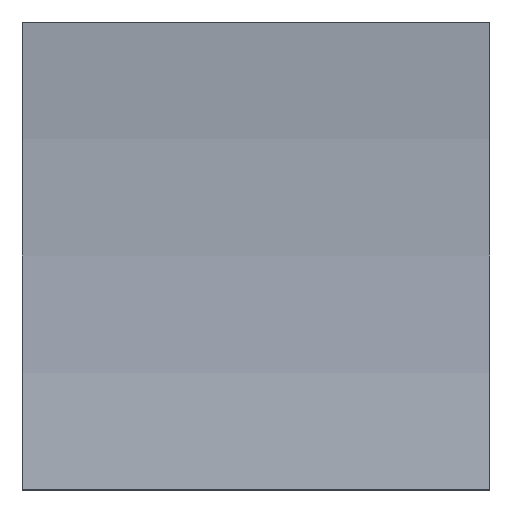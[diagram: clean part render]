
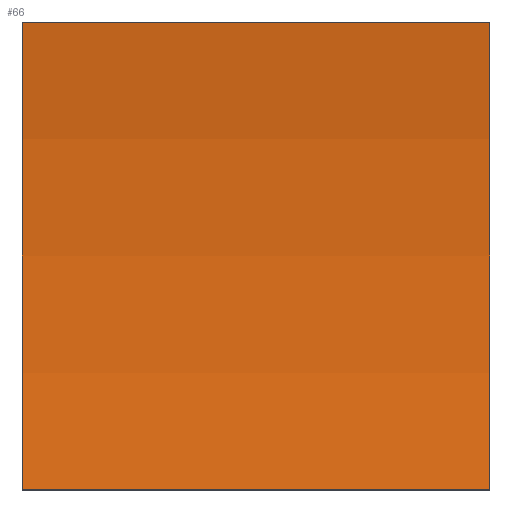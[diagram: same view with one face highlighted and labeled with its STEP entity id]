
A CAD part, left-side view. The second image highlights one B-rep face of the part: STEP entity #66.
In plain terms, the highlighted cylindrical face has radius 34.35 mm (diameter 68.7 mm), a partial arc.
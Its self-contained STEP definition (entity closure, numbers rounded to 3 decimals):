
#1 = ORIENTED_EDGE ( 'NONE', *, *, #154, .F. ) ;
#16 = CARTESIAN_POINT ( 'NONE',  ( -36.35, 0., 5. ) ) ;
#17 = CARTESIAN_POINT ( 'NONE',  ( -2.366, 10., 10. ) ) ;
#35 = DIRECTION ( 'NONE',  ( 0., -1., 0. ) ) ;
#36 = CIRCLE ( 'NONE', #195, 34.35 ) ;
#39 = VERTEX_POINT ( 'NONE', #181 ) ;
#41 = EDGE_CURVE ( 'NONE', #45, #196, #159, .T. ) ;
#45 = VERTEX_POINT ( 'NONE', #79 ) ;
#51 = CARTESIAN_POINT ( 'NONE',  ( -2.366, 10., 10. ) ) ;
#66 = ADVANCED_FACE ( 'NONE', ( #177 ), #201, .F. ) ;
#67 = EDGE_LOOP ( 'NONE', ( #72, #1, #175, #82 ) ) ;
#72 = ORIENTED_EDGE ( 'NONE', *, *, #114, .T. ) ;
#73 = CARTESIAN_POINT ( 'NONE',  ( -2.366, 0., 10. ) ) ;
#74 = LINE ( 'NONE', #157, #86 ) ;
#79 = CARTESIAN_POINT ( 'NONE',  ( -2.366, 10., 0. ) ) ;
#82 = ORIENTED_EDGE ( 'NONE', *, *, #190, .T. ) ;
#86 = VECTOR ( 'NONE', #178, 1000. ) ;
#91 = CARTESIAN_POINT ( 'NONE',  ( -36.35, 10., 5. ) ) ;
#95 = LINE ( 'NONE', #51, #106 ) ;
#98 = DIRECTION ( 'NONE',  ( 0., -1., 0. ) ) ;
#103 = DIRECTION ( 'NONE',  ( 0., 0., -1. ) ) ;
#104 = DIRECTION ( 'NONE',  ( 0., 0., 1. ) ) ;
#105 = AXIS2_PLACEMENT_3D ( 'NONE', #167, #153, #103 ) ;
#106 = VECTOR ( 'NONE', #35, 1000. ) ;
#112 = VERTEX_POINT ( 'NONE', #73 ) ;
#114 = EDGE_CURVE ( 'NONE', #39, #112, #36, .T. ) ;
#121 = DIRECTION ( 'NONE',  ( 0., -1., 0. ) ) ;
#153 = DIRECTION ( 'NONE',  ( 0., -1., 0. ) ) ;
#154 = EDGE_CURVE ( 'NONE', #196, #112, #95, .T. ) ;
#157 = CARTESIAN_POINT ( 'NONE',  ( -2.366, 10., 0. ) ) ;
#159 = CIRCLE ( 'NONE', #163, 34.35 ) ;
#160 = DIRECTION ( 'NONE',  ( 0., 0., 1. ) ) ;
#163 = AXIS2_PLACEMENT_3D ( 'NONE', #91, #98, #104 ) ;
#167 = CARTESIAN_POINT ( 'NONE',  ( -36.35, 10., 5. ) ) ;
#175 = ORIENTED_EDGE ( 'NONE', *, *, #41, .F. ) ;
#177 = FACE_OUTER_BOUND ( 'NONE', #67, .T. ) ;
#178 = DIRECTION ( 'NONE',  ( 0., -1., 0. ) ) ;
#181 = CARTESIAN_POINT ( 'NONE',  ( -2.366, 0., 0. ) ) ;
#190 = EDGE_CURVE ( 'NONE', #45, #39, #74, .T. ) ;
#195 = AXIS2_PLACEMENT_3D ( 'NONE', #16, #121, #160 ) ;
#196 = VERTEX_POINT ( 'NONE', #17 ) ;
#201 = CYLINDRICAL_SURFACE ( 'NONE', #105, 34.35 ) ;
